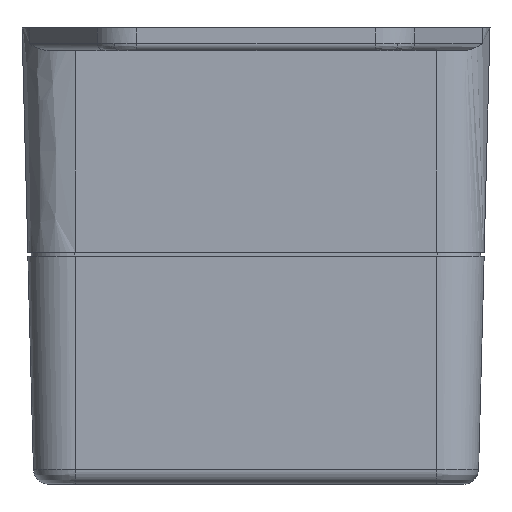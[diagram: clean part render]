
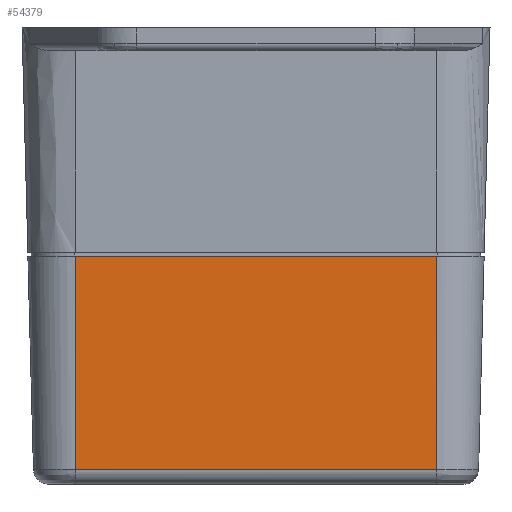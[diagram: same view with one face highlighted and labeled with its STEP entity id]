
A CAD part, left-side view. The second image highlights one B-rep face of the part: STEP entity #54379.
In plain terms, the highlighted face is planar.
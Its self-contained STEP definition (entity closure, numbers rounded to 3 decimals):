
#102 = ORIENTED_EDGE ( 'NONE', *, *, #18810, .T. ) ;
#1558 = LINE ( 'NONE', #46244, #27284 ) ;
#1914 = VECTOR ( 'NONE', #2158, 1000. ) ;
#2158 = DIRECTION ( 'NONE',  ( 1., 0., 0. ) ) ;
#4712 = AXIS2_PLACEMENT_3D ( 'NONE', #20477, #39508, #49413 ) ;
#4806 = EDGE_LOOP ( 'NONE', ( #52085, #36004, #7017, #102 ) ) ;
#4997 = LINE ( 'NONE', #44788, #1914 ) ;
#7017 = ORIENTED_EDGE ( 'NONE', *, *, #45847, .T. ) ;
#12536 = CARTESIAN_POINT ( 'NONE',  ( -23.751, 59.267, 28.684 ) ) ;
#12732 = DIRECTION ( 'NONE',  ( 0., 0.026, -1. ) ) ;
#13203 = DIRECTION ( 'NONE',  ( 0., 0.026, -1. ) ) ;
#13764 = FACE_OUTER_BOUND ( 'NONE', #4806, .T. ) ;
#16037 = PLANE ( 'NONE',  #4712 ) ;
#17775 = LINE ( 'NONE', #46674, #54237 ) ;
#18810 = EDGE_CURVE ( 'NONE', #21138, #25295, #24981, .T. ) ;
#20477 = CARTESIAN_POINT ( 'NONE',  ( 0., 59.997, 0.634 ) ) ;
#21138 = VERTEX_POINT ( 'NONE', #53066 ) ;
#24709 = EDGE_CURVE ( 'NONE', #27095, #25295, #17775, .T. ) ;
#24981 = LINE ( 'NONE', #55756, #50257 ) ;
#25295 = VERTEX_POINT ( 'NONE', #26560 ) ;
#26560 = CARTESIAN_POINT ( 'NONE',  ( -23.751, 59.997, 0.634 ) ) ;
#27095 = VERTEX_POINT ( 'NONE', #12536 ) ;
#27284 = VECTOR ( 'NONE', #12732, 1000. ) ;
#27391 = DIRECTION ( 'NONE',  ( -1., 0., 0. ) ) ;
#29673 = CARTESIAN_POINT ( 'NONE',  ( 23.751, 59.267, 28.684 ) ) ;
#33090 = VERTEX_POINT ( 'NONE', #29673 ) ;
#36004 = ORIENTED_EDGE ( 'NONE', *, *, #39257, .T. ) ;
#39257 = EDGE_CURVE ( 'NONE', #27095, #33090, #4997, .T. ) ;
#39508 = DIRECTION ( 'NONE',  ( 0., 1., 0.026 ) ) ;
#44788 = CARTESIAN_POINT ( 'NONE',  ( 23.751, 59.267, 28.684 ) ) ;
#45847 = EDGE_CURVE ( 'NONE', #33090, #21138, #1558, .T. ) ;
#46244 = CARTESIAN_POINT ( 'NONE',  ( 23.751, 59.997, 0.634 ) ) ;
#46674 = CARTESIAN_POINT ( 'NONE',  ( -23.751, 59.997, 0.634 ) ) ;
#49413 = DIRECTION ( 'NONE',  ( 0., -0.026, 1. ) ) ;
#50257 = VECTOR ( 'NONE', #27391, 1000. ) ;
#52085 = ORIENTED_EDGE ( 'NONE', *, *, #24709, .F. ) ;
#53066 = CARTESIAN_POINT ( 'NONE',  ( 23.751, 59.997, 0.634 ) ) ;
#54237 = VECTOR ( 'NONE', #13203, 1000. ) ;
#54379 = ADVANCED_FACE ( 'NONE', ( #13764 ), #16037, .T. ) ;
#55756 = CARTESIAN_POINT ( 'NONE',  ( 0., 59.997, 0.634 ) ) ;
